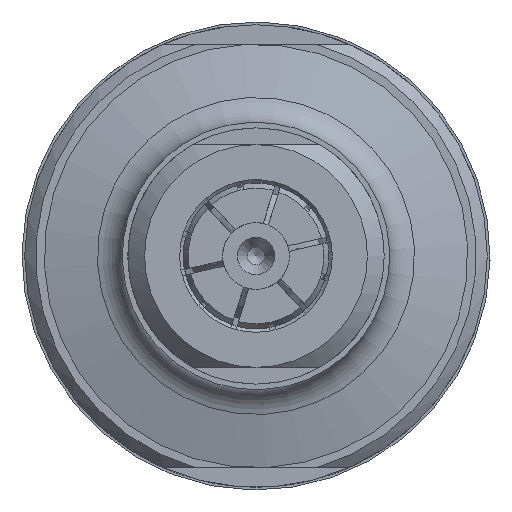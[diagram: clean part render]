
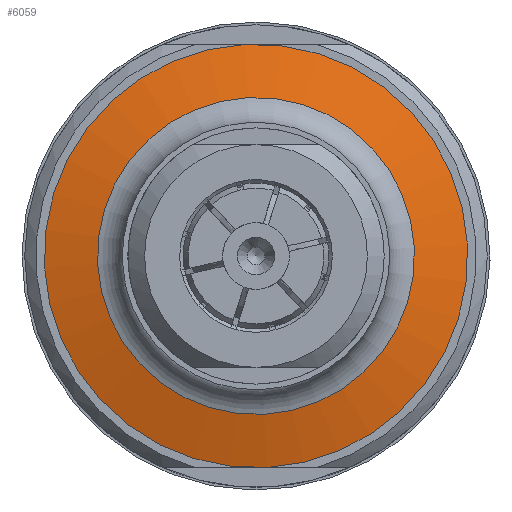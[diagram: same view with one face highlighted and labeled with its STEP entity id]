
A CAD part, left-side view. The second image highlights one B-rep face of the part: STEP entity #6059.
In plain terms, the highlighted conical face has half-angle 75 degrees and reference radius 16.612 mm.
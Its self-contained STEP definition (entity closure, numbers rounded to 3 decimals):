
#6028=CARTESIAN_POINT('',(-88.3,-15.168,-11.443));
#6029=VERTEX_POINT('',#6028);
#6030=CARTESIAN_POINT('',(-88.3,0.,0.));
#6031=DIRECTION('',(1.0,0.,0.));
#6032=DIRECTION('',(0.,-0.798,-0.602));
#6033=AXIS2_PLACEMENT_3D('',#6030,#6031,#6032);
#6034=CIRCLE('',#6033,19.0);
#6035=EDGE_CURVE('',#6029,#6029,#6034,.T.);
#6040=CARTESIAN_POINT('',(-88.94,0.,0.));
#6041=DIRECTION('',(1.0,0.,0.));
#6042=DIRECTION('',(0.,-0.798,-0.602));
#6043=AXIS2_PLACEMENT_3D('',#6040,#6041,#6042);
#6044=CONICAL_SURFACE('',#6043,16.612,75.);
#6045=ORIENTED_EDGE('',*,*,#6035,.F.);
#6046=EDGE_LOOP('',(#6045));
#6047=FACE_OUTER_BOUND('',#6046,.T.);
#6048=CARTESIAN_POINT('',(-89.58,-11.355,-8.566));
#6049=VERTEX_POINT('',#6048);
#6050=CARTESIAN_POINT('',(-89.58,0.,0.));
#6051=DIRECTION('',(1.0,0.,0.));
#6052=DIRECTION('',(0.,-0.798,-0.602));
#6053=AXIS2_PLACEMENT_3D('',#6050,#6051,#6052);
#6054=CIRCLE('',#6053,14.224);
#6055=EDGE_CURVE('',#6049,#6049,#6054,.T.);
#6056=ORIENTED_EDGE('',*,*,#6055,.T.);
#6057=EDGE_LOOP('',(#6056));
#6058=FACE_BOUND('',#6057,.T.);
#6059=ADVANCED_FACE('',(#6047,#6058),#6044,.T.);
